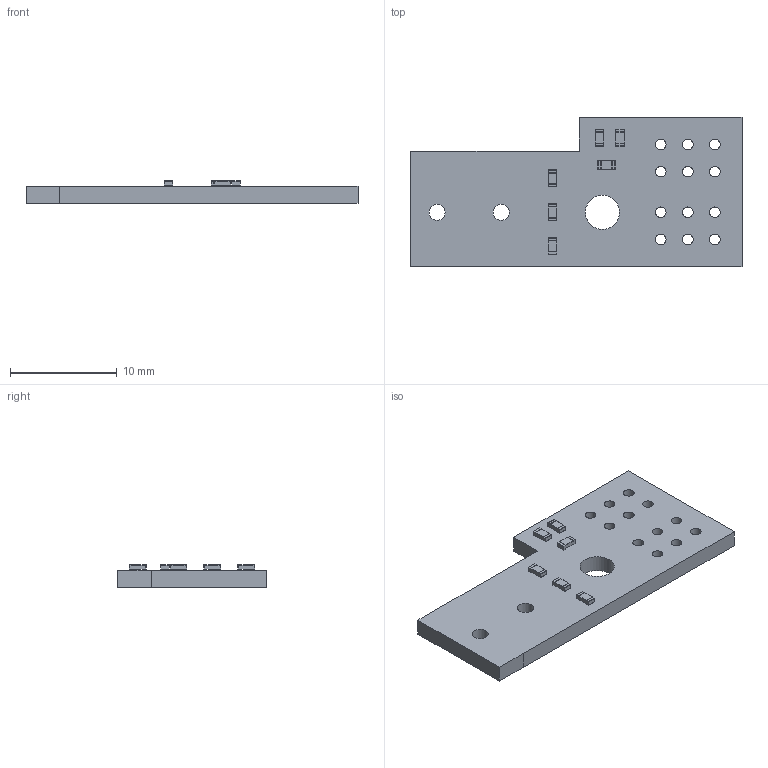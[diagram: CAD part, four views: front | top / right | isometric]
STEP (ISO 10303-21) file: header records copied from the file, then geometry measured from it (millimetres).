
FILE_DESCRIPTION(('KiCad electronic assembly'),'2;1');
FILE_NAME('RiserBoard_Top.step','2020-05-24T20:13:05',('An Author'),( 'A Company'),'Open CASCADE STEP processor 6.9', 'KiCad to STEP converter','Unknown');
FILE_SCHEMA(('AUTOMOTIVE_DESIGN { 1 0 10303 214 1 1 1 1 }'));
Length unit declared in the file: millimetre
Products named in the file (4): Open CASCADE STEP translator 6.9 1; R_0603_1608Metric; SOLID; COMPOUND
Assembly tree (8 placements, depth 3):
  Open CASCADE STEP translator 6.9 1
    R_0603_1608Metric  x6
      SOLID
    COMPOUND
Bounding box: 31.11 x 13.97 x 2.1 mm (x, y, z)
Volume: 584.5 mm3; surface area: 990.6 mm2
Topology: 7 solids, 7 shells, 181 faces, 477 edges, 310 vertices
Faces by surface type: plane 118, cylinder 63
Full cylindrical faces by diameter (mm): 1 x12, 1.5 x2, 3.2 x1
Entity records: 3867 total; most frequent: CARTESIAN_POINT 789, DIRECTION 539, LINE 319, VECTOR 319, ORIENTED_EDGE 274, PCURVE 274, DEFINITIONAL_REPRESENTATION 274, EDGE_CURVE 137
